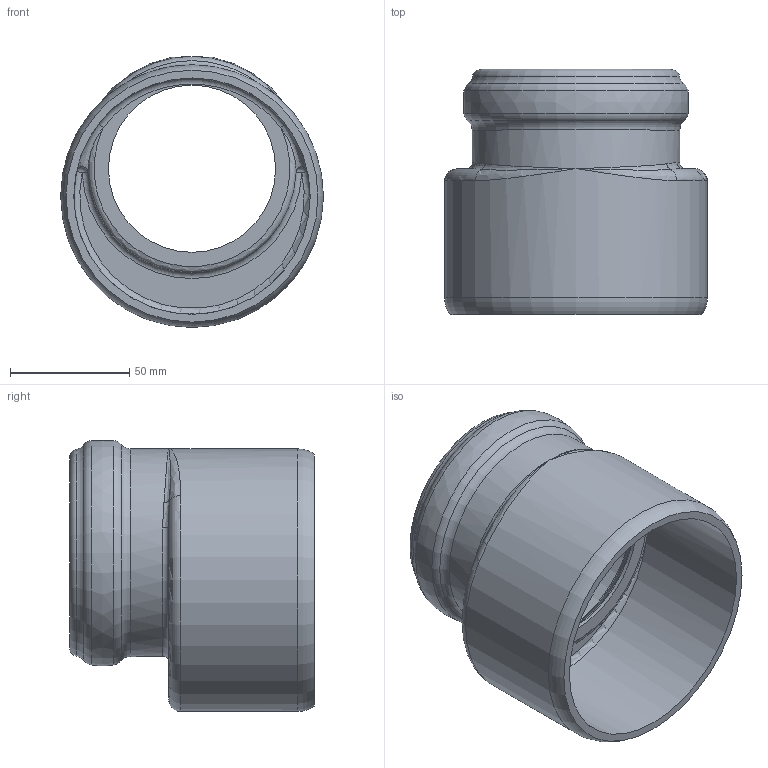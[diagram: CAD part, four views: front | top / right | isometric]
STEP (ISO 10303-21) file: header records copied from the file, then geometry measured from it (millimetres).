
FILE_DESCRIPTION(/* description */ (''),/* implementation_level */ '2;1');
FILE_NAME(/* name */ '335710 SKOLANsafeR Reduktion DN_OD 78_110.stp',/* time_stamp */ '2018-01-09T11:55:55+01:00',/* author */ ('user1'),/* organization */ (''),/* preprocessor_version */ 'ST-DEVELOPER v16.1',/* originating_system */ 'Autodesk Inventor 2016',/* authorisation */ '');
FILE_SCHEMA (('AUTOMOTIVE_DESIGN { 1 0 10303 214 3 1 1 }'));
Length unit declared in the file: millimetre
Products named in the file (1): 335710 SKOLANsafeR Reduktion DN_OD 78_110
Bounding box: 110 x 102.6 x 113.49 mm (x, y, z)
Volume: 186653.6 mm3; surface area: 75026.7 mm2
Topology: 1 solids, 1 shells, 47 faces, 102 edges, 53 vertices
Faces by surface type: torus 19, cylinder 10, bspline 9, plane 4, cone 3, sphere 2
Full cylindrical faces by diameter (mm): 70 x1, 78.4 x1, 78.7 x1, 87 x1, 87.6 x1, 99 x1, 110 x1
Entity records: 2176 total; most frequent: CARTESIAN_POINT 1282, DIRECTION 190, ORIENTED_EDGE 146, AXIS2_PLACEMENT_3D 93, EDGE_CURVE 73, EDGE_LOOP 72, CIRCLE 54, VERTEX_POINT 51
